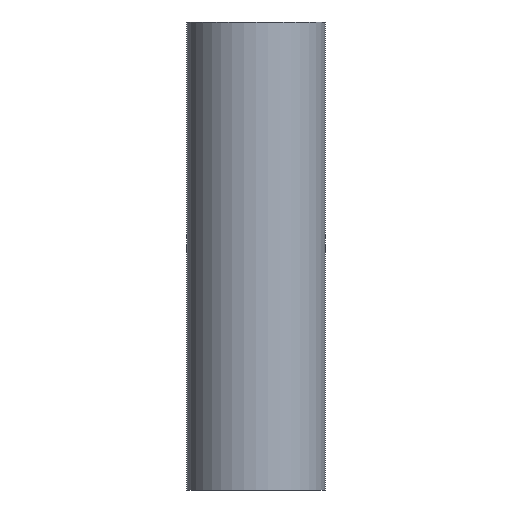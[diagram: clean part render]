
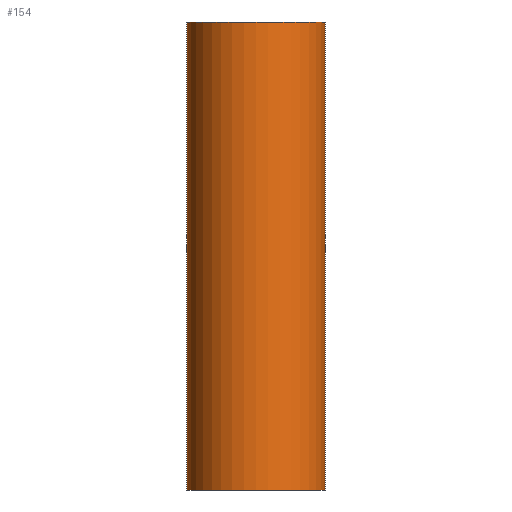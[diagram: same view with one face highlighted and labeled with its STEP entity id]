
A CAD part, front view. The second image highlights one B-rep face of the part: STEP entity #154.
In plain terms, the highlighted cylindrical face has radius 32.5 mm (diameter 65 mm), a partial arc.
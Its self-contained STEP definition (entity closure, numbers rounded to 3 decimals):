
#1 = DIRECTION ( 'NONE',  ( 1., 0., 0. ) ) ;
#6 = EDGE_LOOP ( 'NONE', ( #160, #54, #194, #214 ) ) ;
#7 = CARTESIAN_POINT ( 'NONE',  ( 32.5, 0., 220. ) ) ;
#11 = CARTESIAN_POINT ( 'NONE',  ( -32.5, 0., 0. ) ) ;
#14 = CARTESIAN_POINT ( 'NONE',  ( 0., 0., 0. ) ) ;
#28 = AXIS2_PLACEMENT_3D ( 'NONE', #14, #180, #84 ) ;
#32 = CARTESIAN_POINT ( 'NONE',  ( 32.5, 0., 0. ) ) ;
#41 = VERTEX_POINT ( 'NONE', #11 ) ;
#45 = DIRECTION ( 'NONE',  ( 0., 0., -1. ) ) ;
#47 = VECTOR ( 'NONE', #142, 1000. ) ;
#48 = DIRECTION ( 'NONE',  ( 0., 0., -1. ) ) ;
#54 = ORIENTED_EDGE ( 'NONE', *, *, #138, .F. ) ;
#65 = CARTESIAN_POINT ( 'NONE',  ( -32.5, 0., 220. ) ) ;
#66 = CYLINDRICAL_SURFACE ( 'NONE', #92, 32.5 ) ;
#74 = LINE ( 'NONE', #7, #47 ) ;
#77 = VERTEX_POINT ( 'NONE', #115 ) ;
#84 = DIRECTION ( 'NONE',  ( 1., 0., 0. ) ) ;
#92 = AXIS2_PLACEMENT_3D ( 'NONE', #184, #48, #119 ) ;
#99 = EDGE_CURVE ( 'NONE', #41, #164, #155, .T. ) ;
#106 = AXIS2_PLACEMENT_3D ( 'NONE', #181, #195, #1 ) ;
#107 = EDGE_CURVE ( 'NONE', #77, #41, #153, .T. ) ;
#111 = VERTEX_POINT ( 'NONE', #120 ) ;
#115 = CARTESIAN_POINT ( 'NONE',  ( -32.5, 0., 220. ) ) ;
#119 = DIRECTION ( 'NONE',  ( -1., 0., 0. ) ) ;
#120 = CARTESIAN_POINT ( 'NONE',  ( 32.5, 0., 220. ) ) ;
#121 = CIRCLE ( 'NONE', #106, 32.5 ) ;
#136 = FACE_OUTER_BOUND ( 'NONE', #6, .T. ) ;
#138 = EDGE_CURVE ( 'NONE', #77, #111, #121, .T. ) ;
#142 = DIRECTION ( 'NONE',  ( 0., 0., -1. ) ) ;
#153 = LINE ( 'NONE', #65, #190 ) ;
#154 = ADVANCED_FACE ( 'NONE', ( #136 ), #66, .T. ) ;
#155 = CIRCLE ( 'NONE', #28, 32.5 ) ;
#160 = ORIENTED_EDGE ( 'NONE', *, *, #201, .F. ) ;
#164 = VERTEX_POINT ( 'NONE', #32 ) ;
#180 = DIRECTION ( 'NONE',  ( 0., 0., 1. ) ) ;
#181 = CARTESIAN_POINT ( 'NONE',  ( 0., 0., 220. ) ) ;
#184 = CARTESIAN_POINT ( 'NONE',  ( 0., 0., 220. ) ) ;
#190 = VECTOR ( 'NONE', #45, 1000. ) ;
#194 = ORIENTED_EDGE ( 'NONE', *, *, #107, .T. ) ;
#195 = DIRECTION ( 'NONE',  ( 0., 0., 1. ) ) ;
#201 = EDGE_CURVE ( 'NONE', #111, #164, #74, .T. ) ;
#214 = ORIENTED_EDGE ( 'NONE', *, *, #99, .T. ) ;
